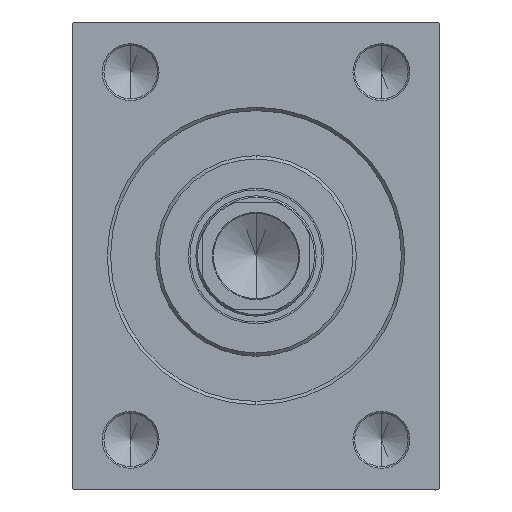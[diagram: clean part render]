
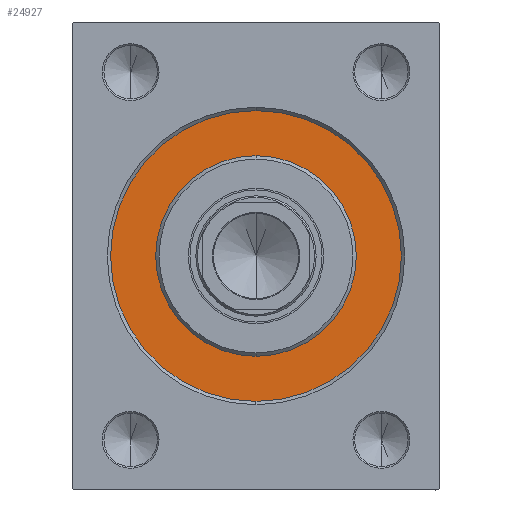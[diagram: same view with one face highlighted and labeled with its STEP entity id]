
A CAD part, left-side view. The second image highlights one B-rep face of the part: STEP entity #24927.
In plain terms, the highlighted face is planar.
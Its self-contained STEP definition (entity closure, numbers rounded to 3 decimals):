
#2422 = EDGE_CURVE ( 'NONE', #10538, #21117, #19474, .T. ) ;
#3080 = FACE_BOUND ( 'NONE', #34506, .T. ) ;
#3525 = CARTESIAN_POINT ( 'NONE',  ( 0., 0., 0. ) ) ;
#3981 = AXIS2_PLACEMENT_3D ( 'NONE', #32564, #12606, #25750 ) ;
#4264 = AXIS2_PLACEMENT_3D ( 'NONE', #24370, #31386, #13704 ) ;
#7384 = CARTESIAN_POINT ( 'NONE',  ( 0., 0., 0. ) ) ;
#8831 = CARTESIAN_POINT ( 'NONE',  ( 0., 0., 43.5 ) ) ;
#10538 = VERTEX_POINT ( 'NONE', #34756 ) ;
#12606 = DIRECTION ( 'NONE',  ( -1., 0., 0. ) ) ;
#12655 = AXIS2_PLACEMENT_3D ( 'NONE', #3525, #31181, #27771 ) ;
#13704 = DIRECTION ( 'NONE',  ( 0., 0., 1. ) ) ;
#15522 = CIRCLE ( 'NONE', #3981, 43.5 ) ;
#15593 = AXIS2_PLACEMENT_3D ( 'NONE', #7384, #21220, #21666 ) ;
#15765 = EDGE_CURVE ( 'NONE', #33418, #28976, #22690, .T. ) ;
#17202 = CARTESIAN_POINT ( 'NONE',  ( 0., 0., 0. ) ) ;
#17865 = DIRECTION ( 'NONE',  ( 0., 0., -1. ) ) ;
#18638 = ORIENTED_EDGE ( 'NONE', *, *, #32799, .F. ) ;
#19474 = CIRCLE ( 'NONE', #4264, 43.5 ) ;
#21117 = VERTEX_POINT ( 'NONE', #8831 ) ;
#21220 = DIRECTION ( 'NONE',  ( 1., 0., 0. ) ) ;
#21666 = DIRECTION ( 'NONE',  ( 0., 0., -1. ) ) ;
#22690 = CIRCLE ( 'NONE', #24139, 30. ) ;
#24139 = AXIS2_PLACEMENT_3D ( 'NONE', #17202, #31048, #17865 ) ;
#24163 = PLANE ( 'NONE',  #12655 ) ;
#24370 = CARTESIAN_POINT ( 'NONE',  ( 0., 0., 0. ) ) ;
#24927 = ADVANCED_FACE ( 'NONE', ( #3080, #34376 ), #24163, .F. ) ;
#25684 = EDGE_CURVE ( 'NONE', #28976, #33418, #35169, .T. ) ;
#25750 = DIRECTION ( 'NONE',  ( 0., 0., 1. ) ) ;
#27771 = DIRECTION ( 'NONE',  ( 0., 0., 1. ) ) ;
#28976 = VERTEX_POINT ( 'NONE', #37204 ) ;
#31048 = DIRECTION ( 'NONE',  ( 1., 0., 0. ) ) ;
#31181 = DIRECTION ( 'NONE',  ( -1., 0., 0. ) ) ;
#31386 = DIRECTION ( 'NONE',  ( -1., 0., 0. ) ) ;
#31531 = EDGE_LOOP ( 'NONE', ( #43468, #18638 ) ) ;
#32564 = CARTESIAN_POINT ( 'NONE',  ( 0., 0., 0. ) ) ;
#32799 = EDGE_CURVE ( 'NONE', #21117, #10538, #15522, .T. ) ;
#33418 = VERTEX_POINT ( 'NONE', #44160 ) ;
#34376 = FACE_OUTER_BOUND ( 'NONE', #31531, .T. ) ;
#34506 = EDGE_LOOP ( 'NONE', ( #37806, #41604 ) ) ;
#34756 = CARTESIAN_POINT ( 'NONE',  ( 0., 0., -43.5 ) ) ;
#35169 = CIRCLE ( 'NONE', #15593, 30. ) ;
#37204 = CARTESIAN_POINT ( 'NONE',  ( 0., 0., -30. ) ) ;
#37806 = ORIENTED_EDGE ( 'NONE', *, *, #15765, .F. ) ;
#41604 = ORIENTED_EDGE ( 'NONE', *, *, #25684, .F. ) ;
#43468 = ORIENTED_EDGE ( 'NONE', *, *, #2422, .F. ) ;
#44160 = CARTESIAN_POINT ( 'NONE',  ( 0., 0., 30. ) ) ;
